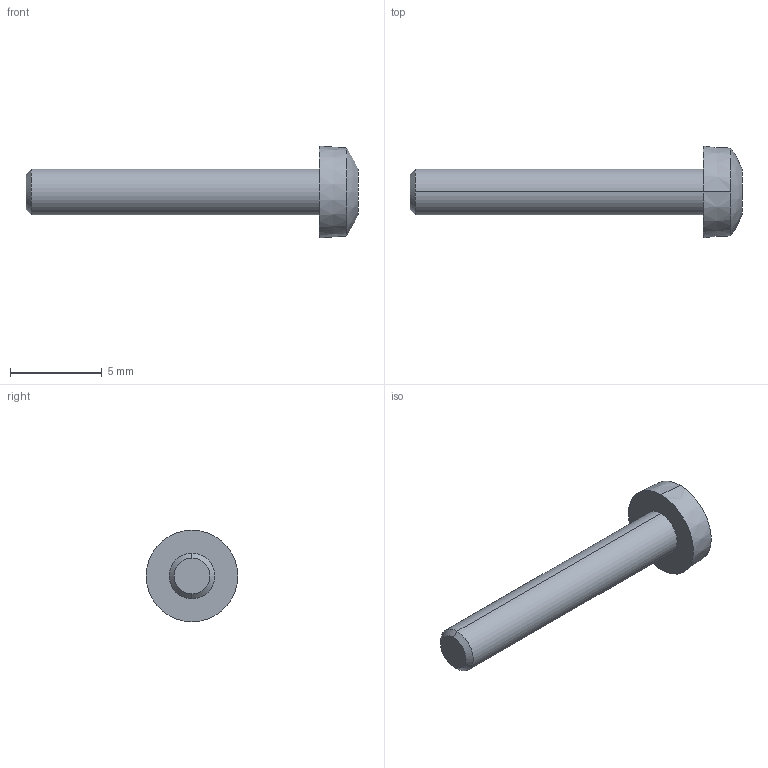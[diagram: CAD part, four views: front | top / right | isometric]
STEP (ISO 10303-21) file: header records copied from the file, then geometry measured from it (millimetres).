
FILE_DESCRIPTION((''),'2;1');
FILE_NAME('BOSSARD_BN5687-3061603_h.stp','2014-04-17T10:02:27',(''),(''),'Mechanical Desktop 2011','Mechanical Desktop 2011',', , ');
FILE_SCHEMA(('AUTOMOTIVE_DESIGN { 1 2 10303 214 1 1 1 1 }'));
Length unit declared in the file: millimetre
Products named in the file (1): Product
Bounding box: 18.1 x 5 x 5 mm (x, y, z)
Volume: 109.9 mm3; surface area: 194.7 mm2
Topology: 1 solids, 1 shells, 24 faces, 58 edges, 38 vertices
Faces by surface type: cylinder 14, cone 6, plane 3, sphere 1
Entity records: 885 total; most frequent: CARTESIAN_POINT 279, DIRECTION 118, ORIENTED_EDGE 116, EDGE_CURVE 58, AXIS2_PLACEMENT_3D 49, VERTEX_POINT 38, EDGE_LOOP 26, CIRCLE 24
